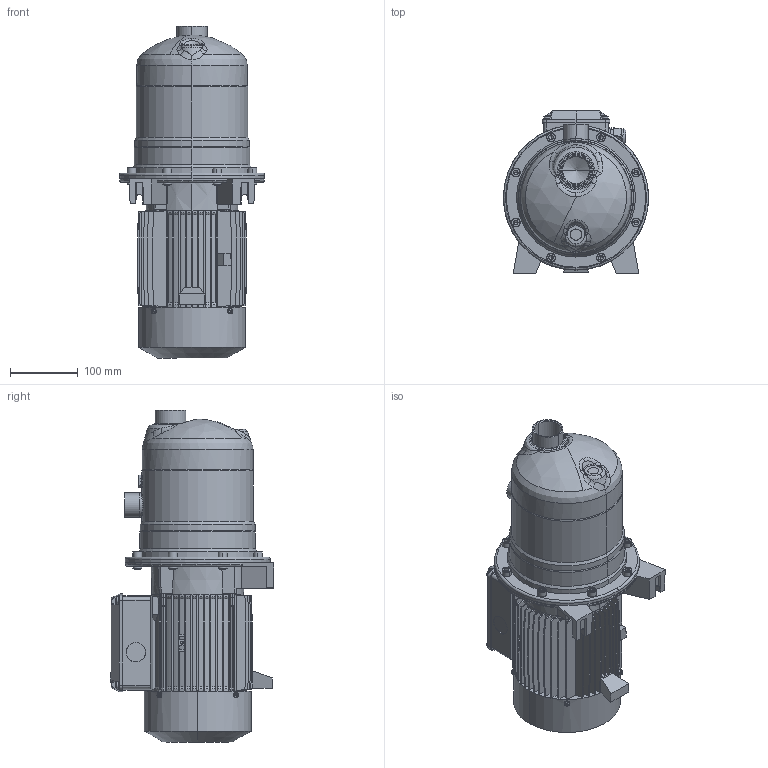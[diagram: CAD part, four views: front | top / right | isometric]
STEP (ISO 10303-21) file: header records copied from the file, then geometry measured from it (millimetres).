
FILE_DESCRIPTION (( 'STEP AP214' ), '1' );
FILE_NAME ('4_93_575_03_REV00.step', '2022-09-14T08:15:54', ( '' ), ( '' ), 'SwSTEP 2.0', 'SolidWorks 2020', '' );
FILE_SCHEMA (( 'AUTOMOTIVE_DESIGN' ));
Length unit declared in the file: millimetre
Products named in the file (2): 4_93_575_03_REV00; Copia di 4_93_575_03_REV00^4_93_575_03_REV00
Assembly tree (1 placements, depth 2):
  4_93_575_03_REV00
    Copia di 4_93_575_03_REV00^4_93_575_03_REV00
Bounding box: 213.5 x 240.7 x 488.5 mm (x, y, z)
Volume: 9653803.7 mm3; surface area: 663540.6 mm2
Topology: 15 solids, 15 shells, 2728 faces, 7536 edges, 4943 vertices
Faces by surface type: bspline 1176, plane 999, cylinder 288, cone 235, sphere 18, torus 12
Entity records: 110126 total; most frequent: CARTESIAN_POINT 47215, ORIENTED_EDGE 15032, DIRECTION 9583, EDGE_CURVE 7516, VERTEX_POINT 4943, VECTOR 4599, LINE 4599, EDGE_LOOP 2853
